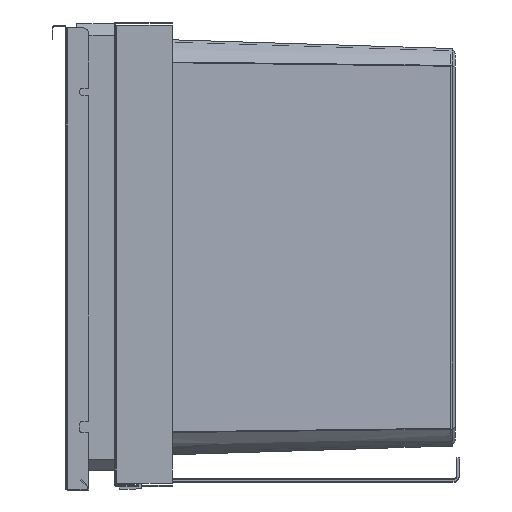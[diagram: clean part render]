
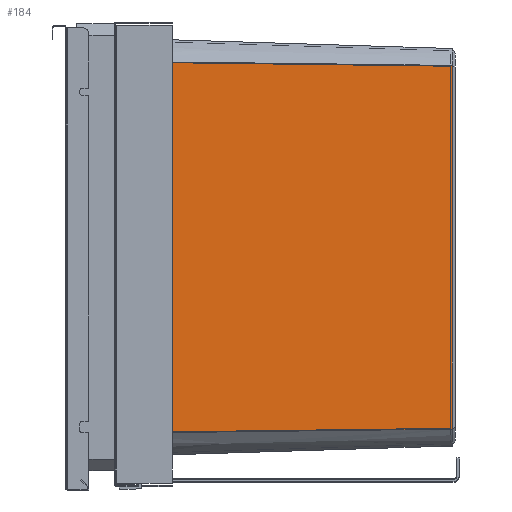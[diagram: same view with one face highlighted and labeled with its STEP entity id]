
A CAD part, left-side view. The second image highlights one B-rep face of the part: STEP entity #184.
In plain terms, the highlighted planar face has unit normal (-1, -0.031, 0).
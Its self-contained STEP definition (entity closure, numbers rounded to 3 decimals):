
#184=ADVANCED_FACE('7144',(#943),#944,.T.);
#943=FACE_OUTER_BOUND('',#2485,.T.);
#944=PLANE('',#2486);
#2485=EDGE_LOOP('',(#4558,#4559,#4560,#4561));
#2486=AXIS2_PLACEMENT_3D('',#4562,#4563,#4564);
#4558=ORIENTED_EDGE('',*,*,#9884,.T.);
#4559=ORIENTED_EDGE('',*,*,#9885,.F.);
#4560=ORIENTED_EDGE('',*,*,#9886,.F.);
#4561=ORIENTED_EDGE('',*,*,#9873,.F.);
#4562=CARTESIAN_POINT('',(-355.499,-130.469,-193.5));
#4563=DIRECTION('',(-1.,-0.031,0.0));
#4564=DIRECTION('',(0.031,-1.,0.0));
#9873=EDGE_CURVE('44420',#11663,#11665,#11666,.T.);
#9884=EDGE_CURVE('44454',#11663,#11682,#11684,.T.);
#9885=EDGE_CURVE('7267',#11499,#11682,#11685,.T.);
#9886=EDGE_CURVE('44455',#11665,#11499,#11686,.T.);
#11499=VERTEX_POINT('',#14252);
#11663=VERTEX_POINT('',#14669);
#11665=VERTEX_POINT('',#14681);
#11666=LINE('',#14682,#14683);
#11682=VERTEX_POINT('',#14743);
#11684=B_SPLINE_CURVE_WITH_KNOTS('',3,(#14745,#14746,#14747,#14748,#14749,#14750),.UNSPECIFIED.,.F.,.F.,(4,1,1,4),(0.0,0.333,0.667,1.),.UNSPECIFIED.);
#11685=LINE('',#14751,#14752);
#11686=B_SPLINE_CURVE_WITH_KNOTS('',3,(#14753,#14754,#14755,#14756,#14757,#14758),.UNSPECIFIED.,.F.,.F.,(4,1,1,4),(0.0,0.333,0.667,1.0),.UNSPECIFIED.);
#14252=CARTESIAN_POINT('',(-350.516,-290.329,-37.282));
#14669=CARTESIAN_POINT('',(-359.566,0.0,-353.257));
#14681=CARTESIAN_POINT('',(-359.566,0.0,-33.742));
#14682=CARTESIAN_POINT('',(-359.566,0.0,-353.257));
#14683=VECTOR('',#19184,319.515);
#14743=CARTESIAN_POINT('',(-350.516,-290.328,-349.718));
#14745=CARTESIAN_POINT('',(-359.566,0.0,-353.257));
#14746=CARTESIAN_POINT('',(-358.51,-33.871,-352.841));
#14747=CARTESIAN_POINT('',(-356.432,-100.539,-352.024));
#14748=CARTESIAN_POINT('',(-353.412,-197.409,-350.843));
#14749=CARTESIAN_POINT('',(-351.47,-259.723,-350.087));
#14750=CARTESIAN_POINT('',(-350.516,-290.328,-349.718));
#14751=CARTESIAN_POINT('',(-350.516,-290.329,-37.282));
#14752=VECTOR('',#19192,312.435);
#14753=CARTESIAN_POINT('',(-359.566,0.0,-33.742));
#14754=CARTESIAN_POINT('',(-358.51,-33.871,-34.158));
#14755=CARTESIAN_POINT('',(-356.432,-100.538,-34.975));
#14756=CARTESIAN_POINT('',(-353.412,-197.409,-36.157));
#14757=CARTESIAN_POINT('',(-351.47,-259.723,-36.913));
#14758=CARTESIAN_POINT('',(-350.516,-290.329,-37.282));
#19184=DIRECTION('',(0.0,0.0,1.0));
#19192=DIRECTION('',(0.,0.,-1.0));
